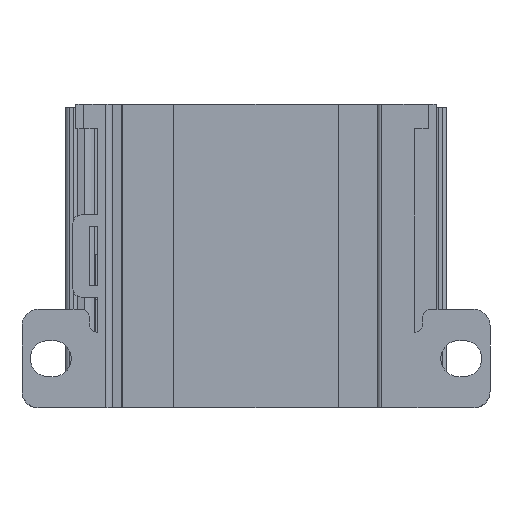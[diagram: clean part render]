
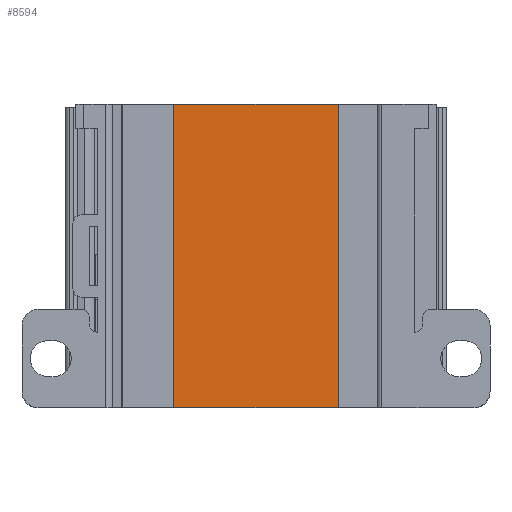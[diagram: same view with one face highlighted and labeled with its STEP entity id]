
A CAD part, front view. The second image highlights one B-rep face of the part: STEP entity #8594.
In plain terms, the highlighted planar face has unit normal (0, -1, 0).
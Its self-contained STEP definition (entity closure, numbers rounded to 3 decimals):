
#2167=DIRECTION('',(1.,0.,0.));
#2168=VECTOR('',#2167,20.);
#2169=CARTESIAN_POINT('',(-10.,-24.75,18.5));
#2170=LINE('',#2169,#2168);
#3359=DIRECTION('',(1.,0.,0.));
#3360=VECTOR('',#3359,20.);
#3361=CARTESIAN_POINT('',(-10.,-24.75,-18.483));
#3362=LINE('',#3361,#3360);
#3363=DIRECTION('',(0.,0.,1.));
#3364=VECTOR('',#3363,36.983);
#3365=CARTESIAN_POINT('',(-10.,-24.75,-18.483));
#3366=LINE('',#3365,#3364);
#3371=DIRECTION('',(0.,0.,1.));
#3372=VECTOR('',#3371,36.983);
#3373=CARTESIAN_POINT('',(10.,-24.75,-18.483));
#3374=LINE('',#3373,#3372);
#3631=CARTESIAN_POINT('',(-10.,-24.75,18.5));
#3632=VERTEX_POINT('',#3631);
#3633=CARTESIAN_POINT('',(10.,-24.75,18.5));
#3634=VERTEX_POINT('',#3633);
#3719=CARTESIAN_POINT('',(-10.,-24.75,-18.483));
#3720=VERTEX_POINT('',#3719);
#3721=CARTESIAN_POINT('',(10.,-24.75,-18.483));
#3722=VERTEX_POINT('',#3721);
#8582=CARTESIAN_POINT('',(-10.,-24.75,-18.5));
#8583=DIRECTION('',(0.,-1.,0.));
#8584=DIRECTION('',(1.,0.,0.));
#8585=AXIS2_PLACEMENT_3D('',#8582,#8583,#8584);
#8586=PLANE('',#8585);
#8587=ORIENTED_EDGE('',*,*,#7200,.F.);
#8588=ORIENTED_EDGE('',*,*,#8577,.T.);
#8589=ORIENTED_EDGE('',*,*,#7016,.T.);
#8591=ORIENTED_EDGE('',*,*,#8590,.F.);
#8592=EDGE_LOOP('',(#8587,#8588,#8589,#8591));
#8593=FACE_OUTER_BOUND('',#8592,.F.);
#7016=EDGE_CURVE('',#3632,#3634,#2170,.T.);
#7200=EDGE_CURVE('',#3720,#3722,#3362,.T.);
#8577=EDGE_CURVE('',#3720,#3632,#3366,.T.);
#8590=EDGE_CURVE('',#3722,#3634,#3374,.T.);
#8594=ADVANCED_FACE('',(#8593),#8586,.T.);
